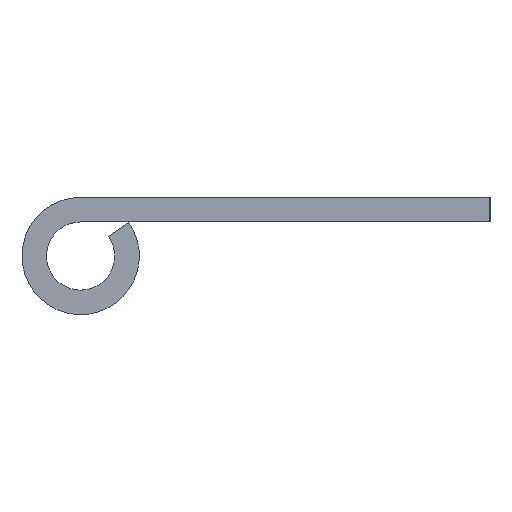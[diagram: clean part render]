
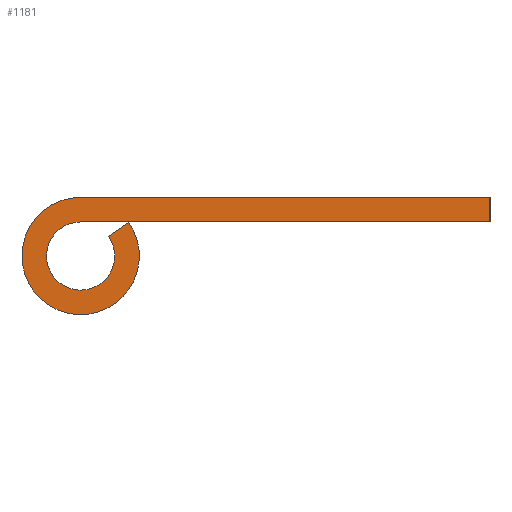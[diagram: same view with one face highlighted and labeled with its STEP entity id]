
A CAD part, left-side view. The second image highlights one B-rep face of the part: STEP entity #1181.
In plain terms, the highlighted planar face has unit normal (-1, 0, 0).
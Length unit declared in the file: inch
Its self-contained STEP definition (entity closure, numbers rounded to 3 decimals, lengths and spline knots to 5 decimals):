
#35=FACE_OUTER_BOUND('',#97,.T.);
#97=EDGE_LOOP('',(#779,#780,#781,#782,#783,#784));
#159=CIRCLE('',#1252,0.215);
#160=CIRCLE('',#1253,0.125);
#199=LINE('',#1703,#339);
#200=LINE('',#1705,#340);
#201=LINE('',#1709,#341);
#202=LINE('',#1712,#342);
#339=VECTOR('',#1357,0.09);
#340=VECTOR('',#1358,1.5);
#341=VECTOR('',#1361,0.09);
#342=VECTOR('',#1364,0.17612);
#479=VERTEX_POINT('',#1701);
#480=VERTEX_POINT('',#1702);
#481=VERTEX_POINT('',#1704);
#482=VERTEX_POINT('',#1706);
#483=VERTEX_POINT('',#1708);
#484=VERTEX_POINT('',#1710);
#599=EDGE_CURVE('',#479,#480,#199,.T.);
#600=EDGE_CURVE('',#480,#481,#200,.T.);
#601=EDGE_CURVE('',#482,#481,#159,.T.);
#602=EDGE_CURVE('',#483,#482,#201,.T.);
#603=EDGE_CURVE('',#484,#483,#160,.T.);
#604=EDGE_CURVE('',#479,#484,#202,.T.);
#779=ORIENTED_EDGE('',*,*,#599,.T.);
#780=ORIENTED_EDGE('',*,*,#600,.T.);
#781=ORIENTED_EDGE('',*,*,#601,.F.);
#782=ORIENTED_EDGE('',*,*,#602,.F.);
#783=ORIENTED_EDGE('',*,*,#603,.F.);
#784=ORIENTED_EDGE('',*,*,#604,.F.);
#1139=PLANE('',#1251);
#1181=ADVANCED_FACE('',(#35),#1139,.F.);
#1251=AXIS2_PLACEMENT_3D('',#1700,#1355,#1356);
#1252=AXIS2_PLACEMENT_3D('',#1707,#1359,#1360);
#1253=AXIS2_PLACEMENT_3D('',#1711,#1362,#1363);
#1355=DIRECTION('center_axis',(1.,0.,0.));
#1356=DIRECTION('ref_axis',(0.,-1.,0.));
#1357=DIRECTION('',(0.,0.,1.));
#1358=DIRECTION('',(0.,1.,0.));
#1359=DIRECTION('center_axis',(1.,0.,0.));
#1360=DIRECTION('ref_axis',(0.,1.,0.));
#1361=DIRECTION('',(0.,-0.819,0.574));
#1362=DIRECTION('center_axis',(-1.,0.,0.));
#1363=DIRECTION('ref_axis',(0.,-1.,0.));
#1364=DIRECTION('',(0.,1.,0.));
#1700=CARTESIAN_POINT('Origin',(-9.5,0.,0.));
#1701=CARTESIAN_POINT('',(-9.5,-1.5,-0.09));
#1702=CARTESIAN_POINT('',(-9.5,-1.5,0.));
#1703=CARTESIAN_POINT('',(-9.5,-1.5,-0.09));
#1704=CARTESIAN_POINT('',(-9.5,0.,0.));
#1705=CARTESIAN_POINT('',(-9.5,-1.5,0.));
#1706=CARTESIAN_POINT('',(-9.5,-0.17612,-0.09168));
#1707=CARTESIAN_POINT('Origin',(-9.5,0.,-0.215));
#1708=CARTESIAN_POINT('',(-9.5,-0.10239,-0.1433));
#1709=CARTESIAN_POINT('',(-9.5,-0.10239,-0.1433));
#1710=CARTESIAN_POINT('',(-9.5,0.,-0.09));
#1711=CARTESIAN_POINT('Origin',(-9.5,0.,-0.215));
#1712=CARTESIAN_POINT('',(-9.5,-0.17612,-0.09));
